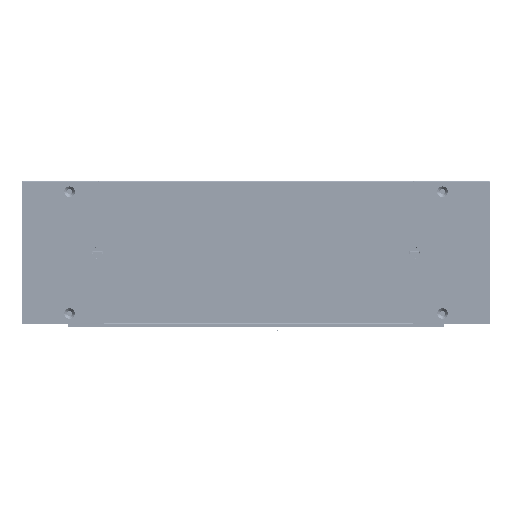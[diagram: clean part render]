
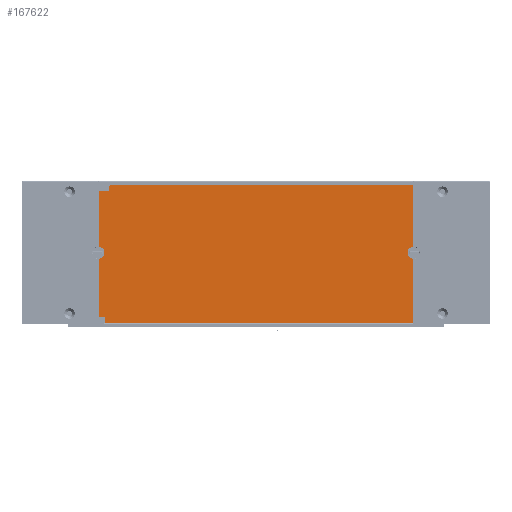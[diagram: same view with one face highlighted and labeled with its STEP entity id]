
A CAD part, front view. The second image highlights one B-rep face of the part: STEP entity #167622.
In plain terms, the highlighted planar face has unit normal (0, -1, 0).
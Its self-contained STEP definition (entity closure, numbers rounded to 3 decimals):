
#167263=DIRECTION('',(1.,0.,0.));
#167264=VECTOR('',#167263,6.2);
#167265=CARTESIAN_POINT('',(-139.5,0.,63.25));
#167266=LINE('',#167265,#167264);
#167267=CARTESIAN_POINT('',(-133.3,0.,63.75));
#167268=DIRECTION('',(0.,-1.,0.));
#167269=DIRECTION('',(0.,0.,-1.));
#167270=AXIS2_PLACEMENT_3D('',#167267,#167268,#167269);
#167272=DIRECTION('',(0.,0.,1.));
#167273=VECTOR('',#167272,3.);
#167274=CARTESIAN_POINT('',(-132.8,0.,63.75));
#167275=LINE('',#167274,#167273);
#167276=CARTESIAN_POINT('',(-132.3,0.,66.75));
#167277=DIRECTION('',(0.,1.,0.));
#167278=DIRECTION('',(-1.,0.,0.));
#167279=AXIS2_PLACEMENT_3D('',#167276,#167277,#167278);
#167281=DIRECTION('',(1.,0.,0.));
#167282=VECTOR('',#167281,204.3);
#167283=CARTESIAN_POINT('',(-132.3,0.,67.25));
#167284=LINE('',#167283,#167282);
#167285=CARTESIAN_POINT('',(72.,0.,22.));
#167286=DIRECTION('',(0.,-1.,0.));
#167287=DIRECTION('',(0.,0.,1.));
#167288=AXIS2_PLACEMENT_3D('',#167285,#167286,#167287);
#167290=DIRECTION('',(-1.,0.,0.));
#167291=VECTOR('',#167290,207.3);
#167292=CARTESIAN_POINT('',(72.,0.,-25.25));
#167293=LINE('',#167292,#167291);
#167294=CARTESIAN_POINT('',(-135.3,0.,-24.75));
#167295=DIRECTION('',(0.,1.,0.));
#167296=DIRECTION('',(0.,0.,-1.));
#167297=AXIS2_PLACEMENT_3D('',#167294,#167295,#167296);
#167299=CARTESIAN_POINT('',(-136.3,0.,-21.75));
#167300=DIRECTION('',(0.,-1.,0.));
#167301=DIRECTION('',(1.,0.,0.));
#167302=AXIS2_PLACEMENT_3D('',#167299,#167300,#167301);
#167304=DIRECTION('',(-1.,0.,0.));
#167305=VECTOR('',#167304,3.2);
#167306=CARTESIAN_POINT('',(-136.3,0.,-21.25));
#167307=LINE('',#167306,#167305);
#167308=CARTESIAN_POINT('',(-139.5,0.,-20.75));
#167309=DIRECTION('',(0.,1.,0.));
#167310=DIRECTION('',(0.,0.,-1.));
#167311=AXIS2_PLACEMENT_3D('',#167308,#167309,#167310);
#167313=CARTESIAN_POINT('',(-140.,0.,22.));
#167314=DIRECTION('',(0.,-1.,0.));
#167315=DIRECTION('',(0.,0.,-1.));
#167316=AXIS2_PLACEMENT_3D('',#167313,#167314,#167315);
#167318=CARTESIAN_POINT('',(-139.5,0.,62.75));
#167319=DIRECTION('',(0.,1.,0.));
#167320=DIRECTION('',(-1.,0.,0.));
#167321=AXIS2_PLACEMENT_3D('',#167318,#167319,#167320);
#167331=DIRECTION('',(0.,0.,-1.));
#167332=VECTOR('',#167331,36.75);
#167333=CARTESIAN_POINT('',(-140.,0.,62.75));
#167334=LINE('',#167333,#167332);
#167347=DIRECTION('',(0.,0.,-1.));
#167348=VECTOR('',#167347,38.75);
#167349=CARTESIAN_POINT('',(-140.,0.,18.));
#167350=LINE('',#167349,#167348);
#167371=DIRECTION('',(0.,0.,-1.));
#167372=VECTOR('',#167371,3.);
#167373=CARTESIAN_POINT('',(-135.8,0.,-21.75));
#167374=LINE('',#167373,#167372);
#167387=DIRECTION('',(0.,0.,1.));
#167388=VECTOR('',#167387,43.25);
#167389=CARTESIAN_POINT('',(72.,0.,-25.25));
#167390=LINE('',#167389,#167388);
#167399=DIRECTION('',(0.,0.,1.));
#167400=VECTOR('',#167399,41.25);
#167401=CARTESIAN_POINT('',(72.,0.,26.));
#167402=LINE('',#167401,#167400);
#167451=CARTESIAN_POINT('',(-132.8,0.,63.75));
#167452=VERTEX_POINT('',#167451);
#167453=CARTESIAN_POINT('',(-132.8,0.,66.75));
#167454=VERTEX_POINT('',#167453);
#167455=CARTESIAN_POINT('',(-133.3,0.,63.25));
#167456=VERTEX_POINT('',#167455);
#167457=CARTESIAN_POINT('',(-139.5,0.,63.25));
#167458=VERTEX_POINT('',#167457);
#167459=CARTESIAN_POINT('',(-132.3,0.,67.25));
#167460=VERTEX_POINT('',#167459);
#167461=CARTESIAN_POINT('',(72.,0.,67.25));
#167462=VERTEX_POINT('',#167461);
#167463=CARTESIAN_POINT('',(72.,0.,26.));
#167464=VERTEX_POINT('',#167463);
#167465=CARTESIAN_POINT('',(72.,0.,18.));
#167466=VERTEX_POINT('',#167465);
#167467=CARTESIAN_POINT('',(72.,0.,-25.25));
#167468=VERTEX_POINT('',#167467);
#167469=CARTESIAN_POINT('',(-135.3,0.,-25.25));
#167470=VERTEX_POINT('',#167469);
#167471=CARTESIAN_POINT('',(-135.8,0.,-24.75));
#167472=VERTEX_POINT('',#167471);
#167473=CARTESIAN_POINT('',(-135.8,0.,-21.75));
#167474=VERTEX_POINT('',#167473);
#167475=CARTESIAN_POINT('',(-136.3,0.,-21.25));
#167476=VERTEX_POINT('',#167475);
#167477=CARTESIAN_POINT('',(-139.5,0.,-21.25));
#167478=VERTEX_POINT('',#167477);
#167479=CARTESIAN_POINT('',(-140.,0.,-20.75));
#167480=VERTEX_POINT('',#167479);
#167481=CARTESIAN_POINT('',(-140.,0.,18.));
#167482=VERTEX_POINT('',#167481);
#167483=CARTESIAN_POINT('',(-140.,0.,26.));
#167484=VERTEX_POINT('',#167483);
#167485=CARTESIAN_POINT('',(-140.,0.,62.75));
#167486=VERTEX_POINT('',#167485);
#167581=CARTESIAN_POINT('',(-43.,0.,0.));
#167582=DIRECTION('',(0.,1.,0.));
#167583=DIRECTION('',(0.,0.,1.));
#167584=AXIS2_PLACEMENT_3D('',#167581,#167582,#167583);
#167585=PLANE('',#167584);
#167587=ORIENTED_EDGE('',*,*,#167586,.T.);
#167588=ORIENTED_EDGE('',*,*,#167566,.T.);
#167589=ORIENTED_EDGE('',*,*,#167548,.T.);
#167591=ORIENTED_EDGE('',*,*,#167590,.T.);
#167593=ORIENTED_EDGE('',*,*,#167592,.T.);
#167595=ORIENTED_EDGE('',*,*,#167594,.F.);
#167597=ORIENTED_EDGE('',*,*,#167596,.T.);
#167599=ORIENTED_EDGE('',*,*,#167598,.F.);
#167601=ORIENTED_EDGE('',*,*,#167600,.T.);
#167603=ORIENTED_EDGE('',*,*,#167602,.T.);
#167605=ORIENTED_EDGE('',*,*,#167604,.F.);
#167607=ORIENTED_EDGE('',*,*,#167606,.T.);
#167609=ORIENTED_EDGE('',*,*,#167608,.T.);
#167611=ORIENTED_EDGE('',*,*,#167610,.T.);
#167613=ORIENTED_EDGE('',*,*,#167612,.F.);
#167615=ORIENTED_EDGE('',*,*,#167614,.T.);
#167617=ORIENTED_EDGE('',*,*,#167616,.F.);
#167619=ORIENTED_EDGE('',*,*,#167618,.T.);
#167620=EDGE_LOOP('',(#167587,#167588,#167589,#167591,#167593,#167595,#167597,
#167599,#167601,#167603,#167605,#167607,#167609,#167611,#167613,#167615,#167617,
#167619));
#167621=FACE_OUTER_BOUND('',#167620,.F.);
#167622=ADVANCED_FACE('',(#167621),#167585,.F.);
#167271=CIRCLE('',#167270,0.5);
#167280=CIRCLE('',#167279,0.5);
#167289=CIRCLE('',#167288,4.);
#167298=CIRCLE('',#167297,0.5);
#167303=CIRCLE('',#167302,0.5);
#167312=CIRCLE('',#167311,0.5);
#167317=CIRCLE('',#167316,4.);
#167322=CIRCLE('',#167321,0.5);
#167548=EDGE_CURVE('',#167452,#167454,#167275,.T.);
#167566=EDGE_CURVE('',#167456,#167452,#167271,.T.);
#167586=EDGE_CURVE('',#167458,#167456,#167266,.T.);
#167590=EDGE_CURVE('',#167454,#167460,#167280,.T.);
#167592=EDGE_CURVE('',#167460,#167462,#167284,.T.);
#167594=EDGE_CURVE('',#167464,#167462,#167402,.T.);
#167596=EDGE_CURVE('',#167464,#167466,#167289,.T.);
#167598=EDGE_CURVE('',#167468,#167466,#167390,.T.);
#167600=EDGE_CURVE('',#167468,#167470,#167293,.T.);
#167602=EDGE_CURVE('',#167470,#167472,#167298,.T.);
#167604=EDGE_CURVE('',#167474,#167472,#167374,.T.);
#167606=EDGE_CURVE('',#167474,#167476,#167303,.T.);
#167608=EDGE_CURVE('',#167476,#167478,#167307,.T.);
#167610=EDGE_CURVE('',#167478,#167480,#167312,.T.);
#167612=EDGE_CURVE('',#167482,#167480,#167350,.T.);
#167614=EDGE_CURVE('',#167482,#167484,#167317,.T.);
#167616=EDGE_CURVE('',#167486,#167484,#167334,.T.);
#167618=EDGE_CURVE('',#167486,#167458,#167322,.T.);
